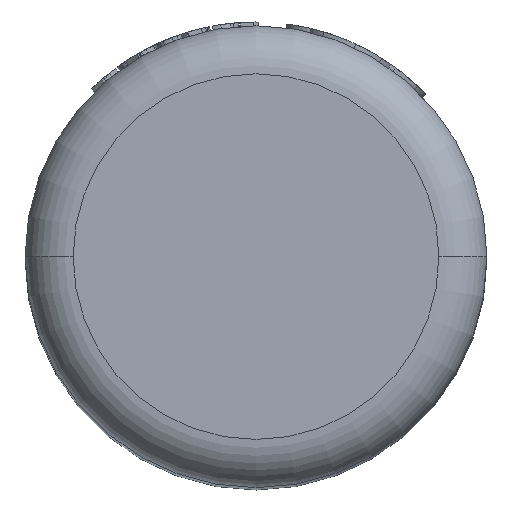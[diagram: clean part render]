
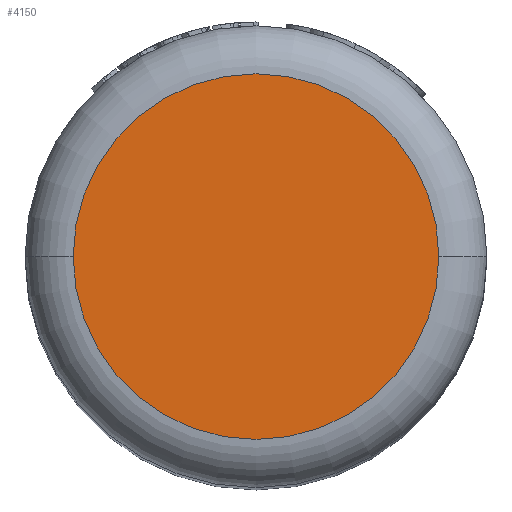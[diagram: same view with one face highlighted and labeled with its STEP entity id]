
A CAD part, top view. The second image highlights one B-rep face of the part: STEP entity #4150.
In plain terms, the highlighted planar face has unit normal (0, 0, 1).
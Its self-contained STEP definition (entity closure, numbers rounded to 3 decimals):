
#44 = EDGE_CURVE ( 'NONE', #1584, #13238, #9247, .T. ) ;
#214 = ORIENTED_EDGE ( 'NONE', *, *, #44, .T. ) ;
#639 = CARTESIAN_POINT ( 'NONE',  ( -0.76, 0., 0. ) ) ;
#755 = DIRECTION ( 'NONE',  ( 0., 0., 1. ) ) ;
#833 = CARTESIAN_POINT ( 'NONE',  ( 0.76, 0., 0. ) ) ;
#841 = DIRECTION ( 'NONE',  ( 0., 0., 1. ) ) ;
#1584 = VERTEX_POINT ( 'NONE', #639 ) ;
#1821 = FACE_OUTER_BOUND ( 'NONE', #4330, .T. ) ;
#2510 = AXIS2_PLACEMENT_3D ( 'NONE', #6258, #755, #5411 ) ;
#2817 = PLANE ( 'NONE',  #2510 ) ;
#4150 = ADVANCED_FACE ( 'NONE', ( #1821 ), #2817, .T. ) ;
#4330 = EDGE_LOOP ( 'NONE', ( #5625, #214 ) ) ;
#4527 = CARTESIAN_POINT ( 'NONE',  ( 0., 0., 0. ) ) ;
#4634 = DIRECTION ( 'NONE',  ( 1., 0., 0. ) ) ;
#5411 = DIRECTION ( 'NONE',  ( 1., 0., 0. ) ) ;
#5625 = ORIENTED_EDGE ( 'NONE', *, *, #8982, .T. ) ;
#6258 = CARTESIAN_POINT ( 'NONE',  ( 0., 0., 0. ) ) ;
#8000 = DIRECTION ( 'NONE',  ( 0., 0., 1. ) ) ;
#8975 = AXIS2_PLACEMENT_3D ( 'NONE', #4527, #841, #9186 ) ;
#8982 = EDGE_CURVE ( 'NONE', #13238, #1584, #11933, .T. ) ;
#9186 = DIRECTION ( 'NONE',  ( 1., 0., 0. ) ) ;
#9247 = CIRCLE ( 'NONE', #10238, 0.76 ) ;
#10238 = AXIS2_PLACEMENT_3D ( 'NONE', #12895, #8000, #4634 ) ;
#11933 = CIRCLE ( 'NONE', #8975, 0.76 ) ;
#12895 = CARTESIAN_POINT ( 'NONE',  ( 0., 0., 0. ) ) ;
#13238 = VERTEX_POINT ( 'NONE', #833 ) ;
